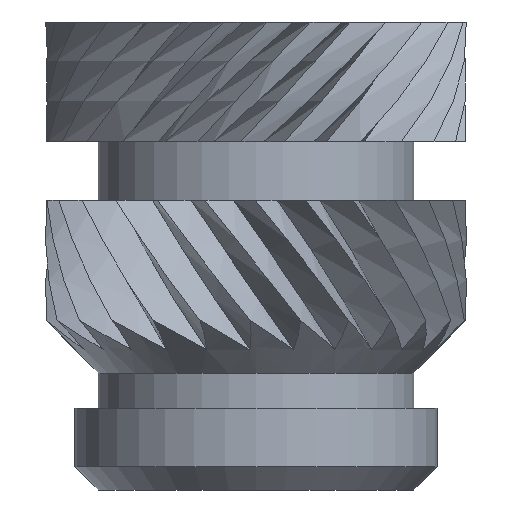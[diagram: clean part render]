
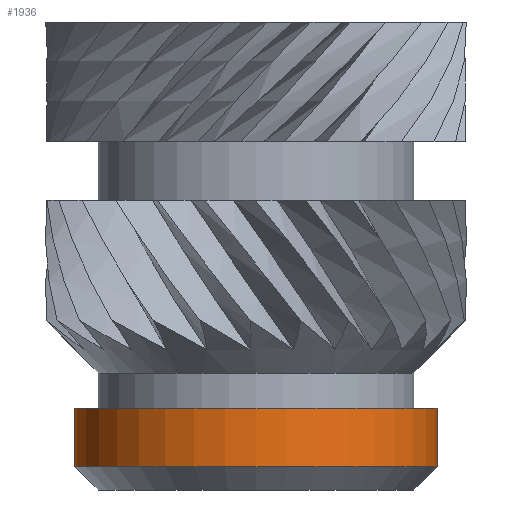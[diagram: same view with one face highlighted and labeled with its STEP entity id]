
A CAD part, front view. The second image highlights one B-rep face of the part: STEP entity #1936.
In plain terms, the highlighted cylindrical face has radius 1.55 mm (diameter 3.1 mm), a partial arc.
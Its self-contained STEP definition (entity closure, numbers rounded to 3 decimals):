
#252 = DIRECTION ( 'NONE',  ( 0., 0., 1. ) ) ;
#320 = VECTOR ( 'NONE', #252, 1000. ) ;
#844 = VERTEX_POINT ( 'NONE', #4250 ) ;
#1052 = DIRECTION ( 'NONE',  ( 0., 0., 1. ) ) ;
#1084 = LINE ( 'NONE', #5708, #4761 ) ;
#1170 = CIRCLE ( 'NONE', #2693, 1.55 ) ;
#1186 = ORIENTED_EDGE ( 'NONE', *, *, #6214, .T. ) ;
#1189 = LINE ( 'NONE', #1766, #320 ) ;
#1397 = VERTEX_POINT ( 'NONE', #4294 ) ;
#1460 = DIRECTION ( 'NONE',  ( 1., 0., 0. ) ) ;
#1766 = CARTESIAN_POINT ( 'NONE',  ( 1.55, 0., 0. ) ) ;
#1878 = DIRECTION ( 'NONE',  ( 1., 0., 0. ) ) ;
#1905 = CARTESIAN_POINT ( 'NONE',  ( 1.55, 0., -3.3 ) ) ;
#1936 = ADVANCED_FACE ( 'NONE', ( #3478 ), #2911, .T. ) ;
#2018 = DIRECTION ( 'NONE',  ( 0., 0., 1. ) ) ;
#2392 = CARTESIAN_POINT ( 'NONE',  ( 0., 0., 0. ) ) ;
#2693 = AXIS2_PLACEMENT_3D ( 'NONE', #6660, #2018, #4105 ) ;
#2910 = VERTEX_POINT ( 'NONE', #1905 ) ;
#2911 = CYLINDRICAL_SURFACE ( 'NONE', #5651, 1.55 ) ;
#3330 = VERTEX_POINT ( 'NONE', #6318 ) ;
#3478 = FACE_OUTER_BOUND ( 'NONE', #5511, .T. ) ;
#3561 = CARTESIAN_POINT ( 'NONE',  ( 0., 0., -3.3 ) ) ;
#4105 = DIRECTION ( 'NONE',  ( 1., 0., 0. ) ) ;
#4250 = CARTESIAN_POINT ( 'NONE',  ( 1.55, 0., -3.8 ) ) ;
#4294 = CARTESIAN_POINT ( 'NONE',  ( -1.55, 0., -3.3 ) ) ;
#4384 = ORIENTED_EDGE ( 'NONE', *, *, #6117, .F. ) ;
#4540 = AXIS2_PLACEMENT_3D ( 'NONE', #3561, #6118, #1460 ) ;
#4639 = CIRCLE ( 'NONE', #4540, 1.55 ) ;
#4761 = VECTOR ( 'NONE', #1052, 1000. ) ;
#4763 = EDGE_CURVE ( 'NONE', #3330, #844, #1170, .T. ) ;
#5061 = ORIENTED_EDGE ( 'NONE', *, *, #5233, .F. ) ;
#5233 = EDGE_CURVE ( 'NONE', #1397, #2910, #4639, .T. ) ;
#5511 = EDGE_LOOP ( 'NONE', ( #4384, #5626, #1186, #5061 ) ) ;
#5626 = ORIENTED_EDGE ( 'NONE', *, *, #4763, .T. ) ;
#5651 = AXIS2_PLACEMENT_3D ( 'NONE', #2392, #6547, #1878 ) ;
#5708 = CARTESIAN_POINT ( 'NONE',  ( -1.55, 0., 0. ) ) ;
#6117 = EDGE_CURVE ( 'NONE', #3330, #1397, #1084, .T. ) ;
#6118 = DIRECTION ( 'NONE',  ( 0., 0., 1. ) ) ;
#6214 = EDGE_CURVE ( 'NONE', #844, #2910, #1189, .T. ) ;
#6318 = CARTESIAN_POINT ( 'NONE',  ( -1.55, 0., -3.8 ) ) ;
#6547 = DIRECTION ( 'NONE',  ( 0., 0., 1. ) ) ;
#6660 = CARTESIAN_POINT ( 'NONE',  ( 0., 0., -3.8 ) ) ;
